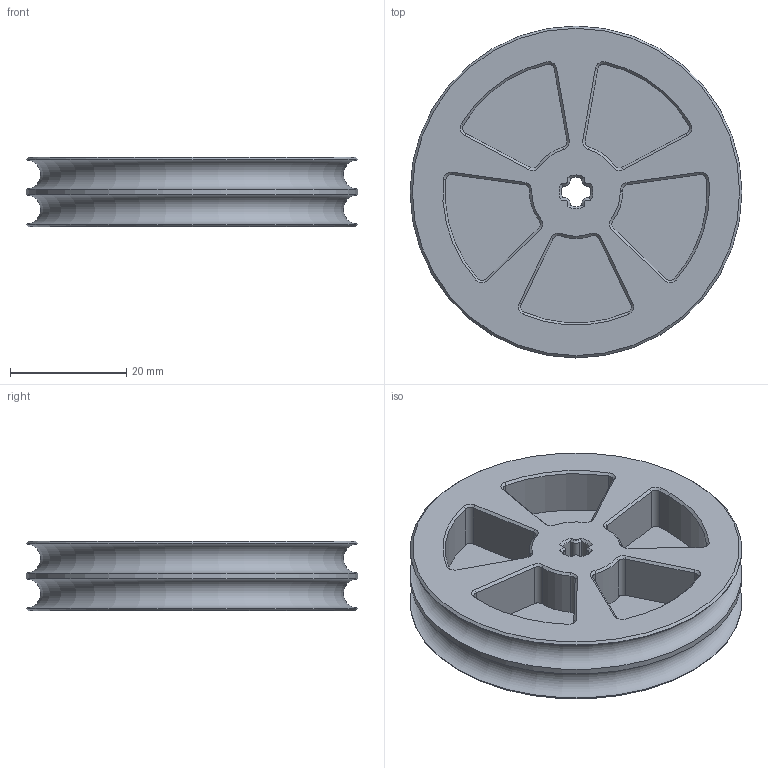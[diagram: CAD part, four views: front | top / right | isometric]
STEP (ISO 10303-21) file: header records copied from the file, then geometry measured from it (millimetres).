
FILE_DESCRIPTION(('FreeCAD Model'),'2;1');
FILE_NAME('Open CASCADE Shape Model','2025-05-07T11:00:39',(''),(''), 'Open CASCADE STEP processor 7.7','FreeCAD','Unknown');
FILE_SCHEMA(('AUTOMOTIVE_DESIGN { 1 0 10303 214 1 1 1 1 }'));
Length unit declared in the file: millimetre
Products named in the file (1): Roue
Bounding box: 57 x 57 x 12 mm (x, y, z)
Volume: 18989.8 mm3; surface area: 10335.2 mm2
Topology: 1 solids, 1 shells, 144 faces, 335 edges, 198 vertices
Faces by surface type: plane 51, cone 50, cylinder 41, torus 2
Full cylindrical faces by diameter (mm): 57 x3
Entity records: 4107 total; most frequent: DIRECTION 763, CARTESIAN_POINT 718, ORIENTED_EDGE 670, EDGE_CURVE 335, AXIS2_PLACEMENT_3D 291, VERTEX_POINT 198, LINE 181, VECTOR 181
